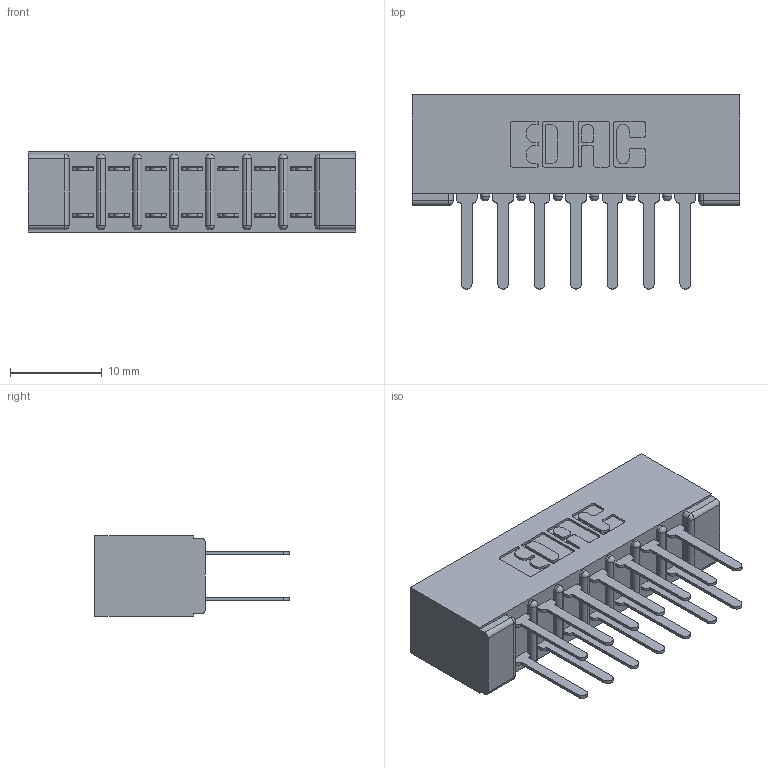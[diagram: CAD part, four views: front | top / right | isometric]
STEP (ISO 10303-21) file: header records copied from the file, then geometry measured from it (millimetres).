
FILE_DESCRIPTION (( 'STEP AP203' ), '1' );
FILE_NAME ('307-014-422-201.STEP', '2020-09-28T15:35:35', ( '' ), ( '' ), 'SwSTEP 2.0', 'SolidWorks 2020', '' );
FILE_SCHEMA (( 'CONFIG_CONTROL_DESIGN' ));
Length unit declared in the file: inch
Products named in the file (3): 307 Part_No Mounting Lugs; 307-290-001_522; 307-014-422-201
Assembly tree (15 placements, depth 2):
  307-014-422-201
    307 Part_No Mounting Lugs
    307-290-001_522  x14
Bounding box: 35.61 x 21.11 x 8.71 mm (x, y, z)
Volume: 2594.3 mm3; surface area: 4428.4 mm2
Topology: 15 solids, 15 shells, 762 faces, 2119 edges, 1370 vertices
Faces by surface type: plane 500, cylinder 246, sphere 16
Entity records: 10230 total; most frequent: CARTESIAN_POINT 1679, DIRECTION 1659, ORIENTED_EDGE 1658, EDGE_CURVE 829, LINE 623, VECTOR 623, VERTEX_POINT 538, AXIS2_PLACEMENT_3D 518
